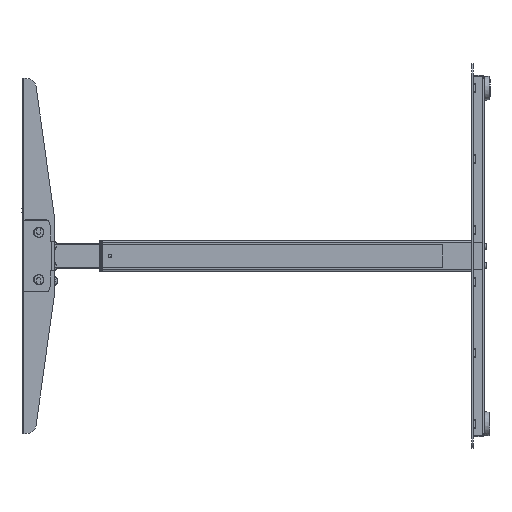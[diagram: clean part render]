
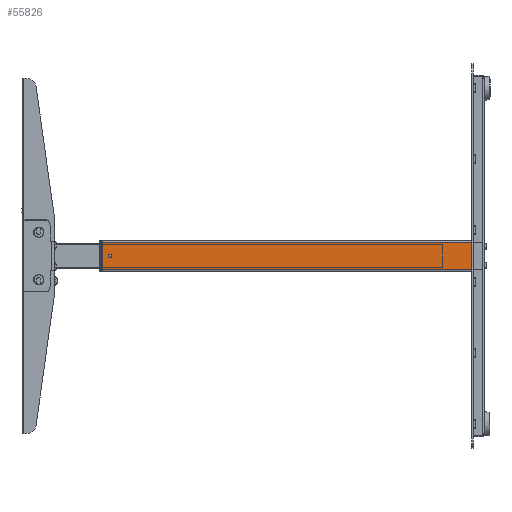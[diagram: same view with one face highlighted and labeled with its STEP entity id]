
A CAD part, left-side view. The second image highlights one B-rep face of the part: STEP entity #55826.
In plain terms, the highlighted planar face has unit normal (-1, 0, 0).
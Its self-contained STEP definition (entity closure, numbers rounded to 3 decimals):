
#485 = DIRECTION ( 'NONE',  ( 0., -1., 0. ) ) ;
#577 = LINE ( 'NONE', #52972, #9800 ) ;
#2119 = VECTOR ( 'NONE', #485, 1000. ) ;
#2258 = DIRECTION ( 'NONE',  ( 0., 0., -1. ) ) ;
#2365 = ORIENTED_EDGE ( 'NONE', *, *, #37101, .F. ) ;
#4508 = CARTESIAN_POINT ( 'NONE',  ( -535.5, 601., -21.5 ) ) ;
#4887 = EDGE_CURVE ( 'NONE', #35360, #41927, #31326, .T. ) ;
#5396 = EDGE_CURVE ( 'NONE', #50795, #25061, #28754, .T. ) ;
#9079 = DIRECTION ( 'NONE',  ( -1., 0., 0. ) ) ;
#9800 = VECTOR ( 'NONE', #29285, 1000. ) ;
#11140 = PLANE ( 'NONE',  #29142 ) ;
#12363 = DIRECTION ( 'NONE',  ( 0., 0., 1. ) ) ;
#15408 = DIRECTION ( 'NONE',  ( 0., -1., 0. ) ) ;
#15690 = ORIENTED_EDGE ( 'NONE', *, *, #44320, .T. ) ;
#20063 = AXIS2_PLACEMENT_3D ( 'NONE', #33685, #9079, #28316 ) ;
#20362 = CARTESIAN_POINT ( 'NONE',  ( -535.5, 601., -21.5 ) ) ;
#21472 = EDGE_CURVE ( 'NONE', #25061, #50795, #23047, .T. ) ;
#21703 = VECTOR ( 'NONE', #55004, 1000. ) ;
#22320 = EDGE_LOOP ( 'NONE', ( #56928, #2365, #27460, #15690 ) ) ;
#23047 = CIRCLE ( 'NONE', #20063, 2.65 ) ;
#25061 = VERTEX_POINT ( 'NONE', #46678 ) ;
#25601 = EDGE_LOOP ( 'NONE', ( #26675, #26615 ) ) ;
#26541 = DIRECTION ( 'NONE',  ( 1., 0., 0. ) ) ;
#26615 = ORIENTED_EDGE ( 'NONE', *, *, #21472, .F. ) ;
#26675 = ORIENTED_EDGE ( 'NONE', *, *, #5396, .F. ) ;
#27460 = ORIENTED_EDGE ( 'NONE', *, *, #52192, .F. ) ;
#28316 = DIRECTION ( 'NONE',  ( 0., 0., 1. ) ) ;
#28754 = CIRCLE ( 'NONE', #54053, 2.65 ) ;
#29142 = AXIS2_PLACEMENT_3D ( 'NONE', #39856, #26541, #2258 ) ;
#29285 = DIRECTION ( 'NONE',  ( 0., 0., 1. ) ) ;
#29352 = CARTESIAN_POINT ( 'NONE',  ( -535.5, 601., 21.5 ) ) ;
#29892 = LINE ( 'NONE', #38743, #48937 ) ;
#31278 = CARTESIAN_POINT ( 'NONE',  ( -535.5, 588.5, 0. ) ) ;
#31326 = LINE ( 'NONE', #46143, #21703 ) ;
#32345 = VERTEX_POINT ( 'NONE', #4508 ) ;
#33685 = CARTESIAN_POINT ( 'NONE',  ( -535.5, 588.5, 0. ) ) ;
#35360 = VERTEX_POINT ( 'NONE', #37565 ) ;
#37101 = EDGE_CURVE ( 'NONE', #58175, #41927, #29892, .T. ) ;
#37565 = CARTESIAN_POINT ( 'NONE',  ( -535.5, 11., -21.5 ) ) ;
#38743 = CARTESIAN_POINT ( 'NONE',  ( -535.5, 601., 21.5 ) ) ;
#39107 = CARTESIAN_POINT ( 'NONE',  ( -535.5, 11., 21.5 ) ) ;
#39348 = CARTESIAN_POINT ( 'NONE',  ( -535.5, 588.5, 2.65 ) ) ;
#39856 = CARTESIAN_POINT ( 'NONE',  ( -535.5, 601., 21.5 ) ) ;
#41064 = DIRECTION ( 'NONE',  ( -1., 0., 0. ) ) ;
#41073 = FACE_BOUND ( 'NONE', #25601, .T. ) ;
#41927 = VERTEX_POINT ( 'NONE', #39107 ) ;
#44320 = EDGE_CURVE ( 'NONE', #32345, #35360, #48782, .T. ) ;
#46143 = CARTESIAN_POINT ( 'NONE',  ( -535.5, 11., 21.5 ) ) ;
#46678 = CARTESIAN_POINT ( 'NONE',  ( -535.5, 588.5, -2.65 ) ) ;
#48782 = LINE ( 'NONE', #20362, #2119 ) ;
#48937 = VECTOR ( 'NONE', #15408, 1000. ) ;
#50795 = VERTEX_POINT ( 'NONE', #39348 ) ;
#52192 = EDGE_CURVE ( 'NONE', #32345, #58175, #577, .T. ) ;
#52972 = CARTESIAN_POINT ( 'NONE',  ( -535.5, 601., 21.5 ) ) ;
#54053 = AXIS2_PLACEMENT_3D ( 'NONE', #31278, #41064, #12363 ) ;
#55004 = DIRECTION ( 'NONE',  ( 0., 0., 1. ) ) ;
#55826 = ADVANCED_FACE ( 'NONE', ( #41073, #59979 ), #11140, .F. ) ;
#56928 = ORIENTED_EDGE ( 'NONE', *, *, #4887, .T. ) ;
#58175 = VERTEX_POINT ( 'NONE', #29352 ) ;
#59979 = FACE_OUTER_BOUND ( 'NONE', #22320, .T. ) ;
